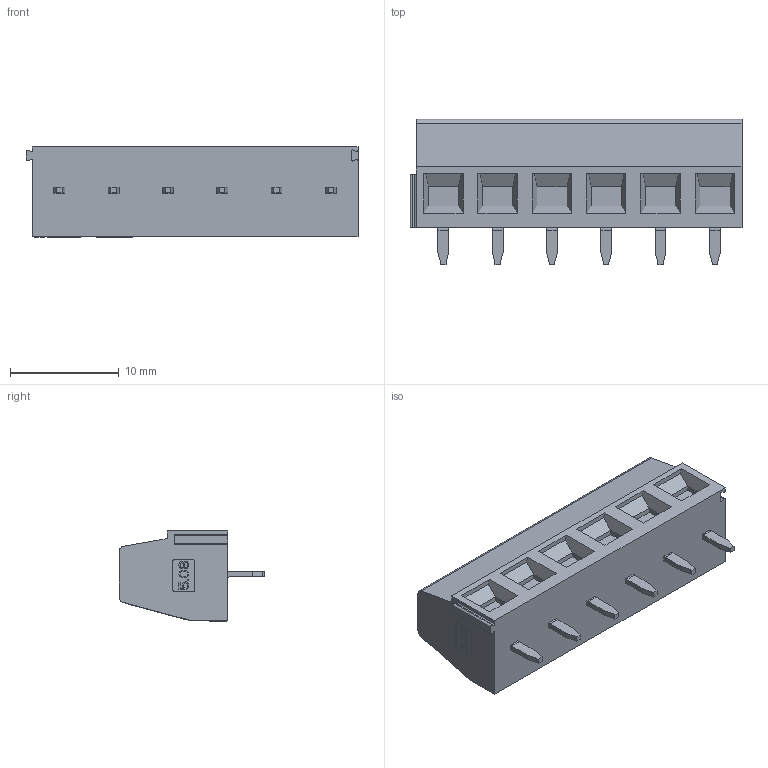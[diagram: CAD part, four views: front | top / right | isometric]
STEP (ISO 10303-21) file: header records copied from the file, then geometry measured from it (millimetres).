
FILE_DESCRIPTION((''),'2;1');
FILE_NAME('31094106_SW0001','2023-06-26T09:36:55',('antonh'),(''),'CREO PARAMETRIC BY PTC INC, 2022014','CREO PARAMETRIC BY PTC INC, 2022014','');
FILE_SCHEMA(('CONFIG_CONTROL_DESIGN'));
Products named in the file (1): 31094106_SW0001
Bounding box: 30.57 x 13.4 x 8.33 mm (x, y, z)
Volume: 1925 mm3; surface area: 1909.2 mm2
Topology: 1 solids, 1 shells, 1591 faces, 4530 edges, 2978 vertices
Faces by surface type: plane 1077, cylinder 229, extrusion 180, torus 63, cone 36, sphere 6
Entity records: 60134 total; most frequent: CARTESIAN_POINT 19566, ORIENTED_EDGE 9060, DIRECTION 7318, EDGE_CURVE 4530, VECTOR 3418, LINE 3238, VERTEX_POINT 2978, AXIS2_PLACEMENT_3D 1950
